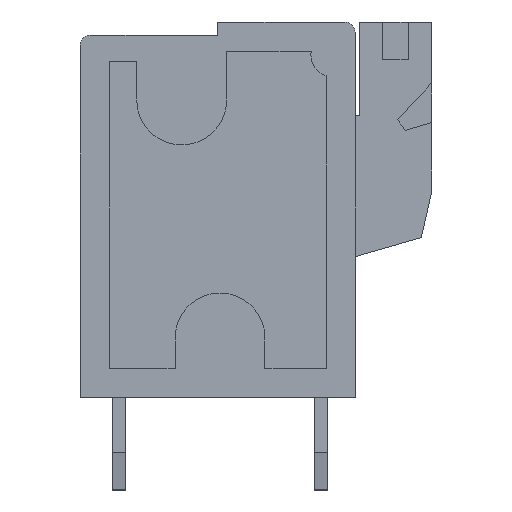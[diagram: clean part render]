
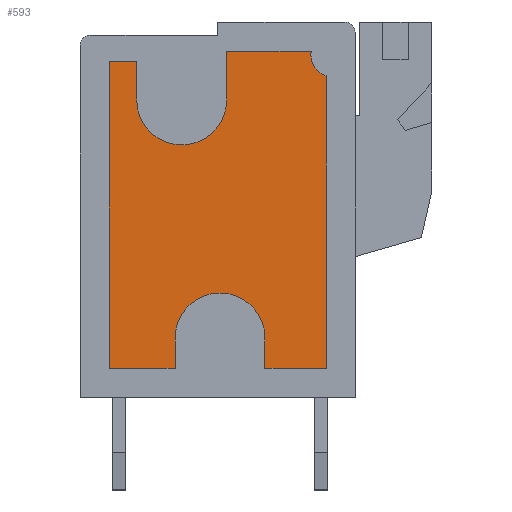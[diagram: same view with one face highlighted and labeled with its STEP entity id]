
A CAD part, left-side view. The second image highlights one B-rep face of the part: STEP entity #593.
In plain terms, the highlighted face is planar.
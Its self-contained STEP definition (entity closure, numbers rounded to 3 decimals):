
#593 = ADVANCED_FACE( '', ( #1184 ), #1185, .T. );
#1184 = FACE_OUTER_BOUND( '', #1811, .T. );
#1185 = PLANE( '', #1812 );
#1811 = EDGE_LOOP( '', ( #3125, #3126, #3127, #3128, #3129, #3130, #3131, #3132, #3133, #3134, #3135, #3136, #3137 ) );
#1812 = AXIS2_PLACEMENT_3D( '', #3138, #3139, #3140 );
#3125 = ORIENTED_EDGE( '', *, *, #4042, .F. );
#3126 = ORIENTED_EDGE( '', *, *, #3815, .F. );
#3127 = ORIENTED_EDGE( '', *, *, #4228, .F. );
#3128 = ORIENTED_EDGE( '', *, *, #4303, .F. );
#3129 = ORIENTED_EDGE( '', *, *, #4304, .F. );
#3130 = ORIENTED_EDGE( '', *, *, #4050, .F. );
#3131 = ORIENTED_EDGE( '', *, *, #4194, .F. );
#3132 = ORIENTED_EDGE( '', *, *, #4305, .F. );
#3133 = ORIENTED_EDGE( '', *, *, #4046, .F. );
#3134 = ORIENTED_EDGE( '', *, *, #4144, .F. );
#3135 = ORIENTED_EDGE( '', *, *, #4296, .F. );
#3136 = ORIENTED_EDGE( '', *, *, #3937, .F. );
#3137 = ORIENTED_EDGE( '', *, *, #4306, .F. );
#3138 = CARTESIAN_POINT( '', ( 0.54, -1.361, 4.15 ) );
#3139 = DIRECTION( '', ( 1., 0., 0. ) );
#3140 = DIRECTION( '', ( 0., 0., -1. ) );
#3815 = EDGE_CURVE( '', #4532, #4534, #4535, .T. );
#3937 = EDGE_CURVE( '', #4747, #4749, #4750, .T. );
#4042 = EDGE_CURVE( '', #4534, #4913, #4914, .T. );
#4046 = EDGE_CURVE( '', #4917, #4919, #4920, .T. );
#4050 = EDGE_CURVE( '', #4923, #4925, #4926, .T. );
#4144 = EDGE_CURVE( '', #5062, #4917, #5064, .T. );
#4194 = EDGE_CURVE( '', #5142, #4923, #5144, .T. );
#4228 = EDGE_CURVE( '', #5187, #4532, #5189, .T. );
#4296 = EDGE_CURVE( '', #4749, #5062, #5282, .T. );
#4303 = EDGE_CURVE( '', #5292, #5187, #5293, .T. );
#4304 = EDGE_CURVE( '', #4925, #5292, #5294, .T. );
#4305 = EDGE_CURVE( '', #4919, #5142, #5295, .T. );
#4306 = EDGE_CURVE( '', #4913, #4747, #5296, .T. );
#4532 = VERTEX_POINT( '', #5566 );
#4534 = VERTEX_POINT( '', #5569 );
#4535 = LINE( '', #5570, #5571 );
#4747 = VERTEX_POINT( '', #5874 );
#4749 = VERTEX_POINT( '', #5877 );
#4750 = LINE( '', #5878, #5879 );
#4913 = VERTEX_POINT( '', #6118 );
#4914 = LINE( '', #6119, #6120 );
#4917 = VERTEX_POINT( '', #6124 );
#4919 = VERTEX_POINT( '', #6127 );
#4920 = LINE( '', #6128, #6129 );
#4923 = VERTEX_POINT( '', #6133 );
#4925 = VERTEX_POINT( '', #6136 );
#4926 = LINE( '', #6137, #6138 );
#5062 = VERTEX_POINT( '', #6327 );
#5064 = LINE( '', #6330, #6331 );
#5142 = VERTEX_POINT( '', #6445 );
#5144 = LINE( '', #6448, #6449 );
#5187 = VERTEX_POINT( '', #6515 );
#5189 = LINE( '', #6518, #6519 );
#5282 = CIRCLE( '', #6651, 1.7 );
#5292 = VERTEX_POINT( '', #6661 );
#5293 = CIRCLE( '', #6662, 1.7 );
#5294 = LINE( '', #6663, #6664 );
#5295 = CIRCLE( '', #6665, 0.825 );
#5296 = LINE( '', #6666, #6667 );
#5566 = CARTESIAN_POINT( '', ( 0.54, -1.61, -6. ) );
#5569 = CARTESIAN_POINT( '', ( 0.54, -4.1, -6. ) );
#5570 = CARTESIAN_POINT( '', ( 0.54, -1.61, -6. ) );
#5571 = VECTOR( '', #6924, 1000. );
#5874 = CARTESIAN_POINT( '', ( 0.54, -3.061, 5.6 ) );
#5877 = CARTESIAN_POINT( '', ( 0.54, -3.061, 4.15 ) );
#5878 = CARTESIAN_POINT( '', ( 0.54, -3.061, 5.6 ) );
#5879 = VECTOR( '', #7047, 1000. );
#6118 = CARTESIAN_POINT( '', ( 0.54, -4.1, 5.6 ) );
#6119 = CARTESIAN_POINT( '', ( 0.54, -4.1, -6. ) );
#6120 = VECTOR( '', #7151, 1000. );
#6124 = CARTESIAN_POINT( '', ( 0.54, 0.339, 6. ) );
#6127 = CARTESIAN_POINT( '', ( 0.54, 3.539, 6. ) );
#6128 = CARTESIAN_POINT( '', ( 0.54, 0.339, 6. ) );
#6129 = VECTOR( '', #7154, 1000. );
#6133 = CARTESIAN_POINT( '', ( 0.54, 4.1, -6. ) );
#6136 = CARTESIAN_POINT( '', ( 0.54, 1.79, -6. ) );
#6137 = CARTESIAN_POINT( '', ( 0.54, 4.1, -6. ) );
#6138 = VECTOR( '', #7157, 1000. );
#6327 = CARTESIAN_POINT( '', ( 0.54, 0.339, 4.15 ) );
#6330 = CARTESIAN_POINT( '', ( 0.54, 0.339, 4.15 ) );
#6331 = VECTOR( '', #7248, 1000. );
#6445 = CARTESIAN_POINT( '', ( 0.54, 4.1, 5.064 ) );
#6448 = CARTESIAN_POINT( '', ( 0.54, 4.1, 5.064 ) );
#6449 = VECTOR( '', #7292, 1000. );
#6515 = CARTESIAN_POINT( '', ( 0.54, -1.61, -4.85 ) );
#6518 = CARTESIAN_POINT( '', ( 0.54, -1.61, -4.85 ) );
#6519 = VECTOR( '', #7317, 1000. );
#6651 = AXIS2_PLACEMENT_3D( '', #7387, #7388, #7389 );
#6661 = CARTESIAN_POINT( '', ( 0.54, 1.79, -4.85 ) );
#6662 = AXIS2_PLACEMENT_3D( '', #7399, #7400, #7401 );
#6663 = CARTESIAN_POINT( '', ( 0.54, 1.79, -6. ) );
#6664 = VECTOR( '', #7402, 1000. );
#6665 = AXIS2_PLACEMENT_3D( '', #7403, #7404, #7405 );
#6666 = CARTESIAN_POINT( '', ( 0.54, -4.1, 5.6 ) );
#6667 = VECTOR( '', #7406, 1000. );
#6924 = DIRECTION( '', ( 0., -1., 0. ) );
#7047 = DIRECTION( '', ( 0., 0., -1. ) );
#7151 = DIRECTION( '', ( 0., 0., 1. ) );
#7154 = DIRECTION( '', ( 0., 1., 0. ) );
#7157 = DIRECTION( '', ( 0., -1., 0. ) );
#7248 = DIRECTION( '', ( 0., 0., 1. ) );
#7292 = DIRECTION( '', ( 0., 0., -1. ) );
#7317 = DIRECTION( '', ( 0., 0., -1. ) );
#7387 = CARTESIAN_POINT( '', ( 0.54, -1.361, 4.15 ) );
#7388 = DIRECTION( '', ( 1., 0., 0. ) );
#7389 = DIRECTION( '', ( 0., -1., 0. ) );
#7399 = CARTESIAN_POINT( '', ( 0.54, 0.09, -4.85 ) );
#7400 = DIRECTION( '', ( 1., 0., 0. ) );
#7401 = DIRECTION( '', ( 0., 1., 0. ) );
#7402 = DIRECTION( '', ( 0., 0., 1. ) );
#7403 = CARTESIAN_POINT( '', ( 0.54, 4.35, 5.85 ) );
#7404 = DIRECTION( '', ( 1., 0., 0. ) );
#7405 = DIRECTION( '', ( 0., 1., 0. ) );
#7406 = DIRECTION( '', ( 0., 1., 0. ) );
